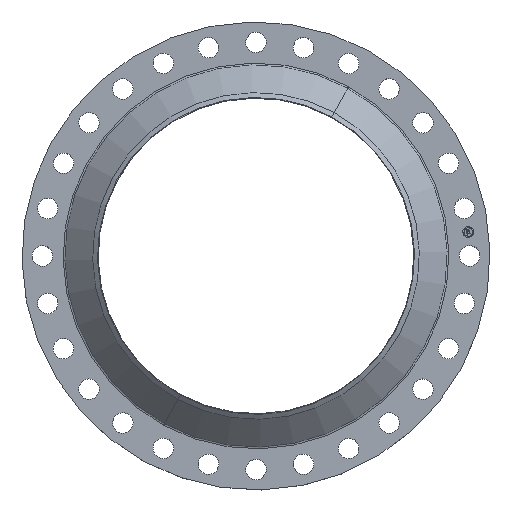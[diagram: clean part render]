
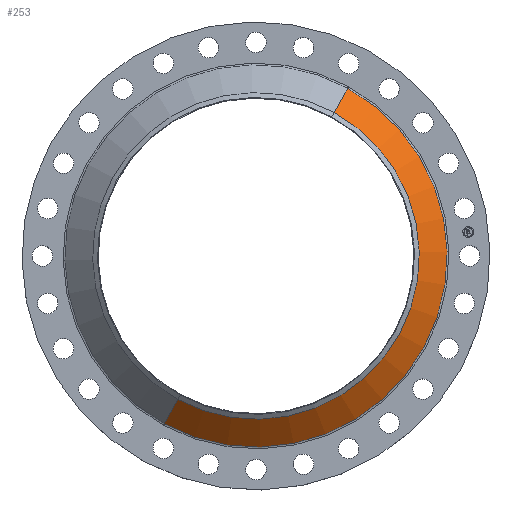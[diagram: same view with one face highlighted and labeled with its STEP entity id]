
A CAD part, top view. The second image highlights one B-rep face of the part: STEP entity #253.
In plain terms, the highlighted conical face has half-angle 47.232 degrees and reference radius 381 mm.
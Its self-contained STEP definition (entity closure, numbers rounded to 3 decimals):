
#184=CARTESIAN_POINT('Vertex',(213.752,391.27,77.888)) ;
#187=CARTESIAN_POINT('Axis2P3D Location',(0.,0.,77.888)) ;
#191=CARTESIAN_POINT('Vertex',(-213.752,-391.27,77.888)) ;
#223=CARTESIAN_POINT('Axis2P3D Location',(0.,0.,137.873)) ;
#228=CARTESIAN_POINT('Line Origine',(198.206,362.814,107.881)) ;
#232=CARTESIAN_POINT('Vertex',(182.661,334.359,137.873)) ;
#235=CARTESIAN_POINT('Axis2P3D Location',(0.,0.,137.873)) ;
#239=CARTESIAN_POINT('Vertex',(-182.661,-334.359,137.873)) ;
#242=CARTESIAN_POINT('Line Origine',(-198.206,-362.814,107.881)) ;
#188=DIRECTION('Axis2P3D Direction',(0.,0.,-1.)) ;
#224=DIRECTION('Axis2P3D Direction',(0.,0.,-1.)) ;
#225=DIRECTION('Axis2P3D XDirection',(0.479,0.878,0.)) ;
#229=DIRECTION('Vector Direction',(0.352,0.644,-0.679)) ;
#236=DIRECTION('Axis2P3D Direction',(0.,0.,-1.)) ;
#243=DIRECTION('Vector Direction',(-0.352,-0.644,-0.679)) ;
#189=AXIS2_PLACEMENT_3D('Circle Axis2P3D',#187,#188,$) ;
#226=AXIS2_PLACEMENT_3D('Cone Axis2P3D',#223,#224,#225) ;
#237=AXIS2_PLACEMENT_3D('Circle Axis2P3D',#235,#236,$) ;
#248=ORIENTED_EDGE('',*,*,#193,.F.) ;
#249=ORIENTED_EDGE('',*,*,#234,.T.) ;
#250=ORIENTED_EDGE('',*,*,#241,.T.) ;
#251=ORIENTED_EDGE('',*,*,#246,.F.) ;
#230=VECTOR('Line Direction',#229,1.) ;
#244=VECTOR('Line Direction',#243,1.) ;
#253=ADVANCED_FACE('PartBody',(#252),#227,.T.) ;
#190=CIRCLE('generated circle',#189,445.85) ;
#238=CIRCLE('generated circle',#237,381.) ;
#227=CONICAL_SURFACE('Cone',#226,381.,0.824) ;
#193=EDGE_CURVE('',#185,#192,#190,.T.) ;
#234=EDGE_CURVE('',#185,#233,#231,.F.) ;
#241=EDGE_CURVE('',#233,#240,#238,.T.) ;
#246=EDGE_CURVE('',#192,#240,#245,.F.) ;
#247=EDGE_LOOP('',(#248,#249,#250,#251)) ;
#252=FACE_OUTER_BOUND('',#247,.T.) ;
#231=LINE('Line',#228,#230) ;
#245=LINE('Line',#242,#244) ;
#185=VERTEX_POINT('',#184) ;
#192=VERTEX_POINT('',#191) ;
#233=VERTEX_POINT('',#232) ;
#240=VERTEX_POINT('',#239) ;
